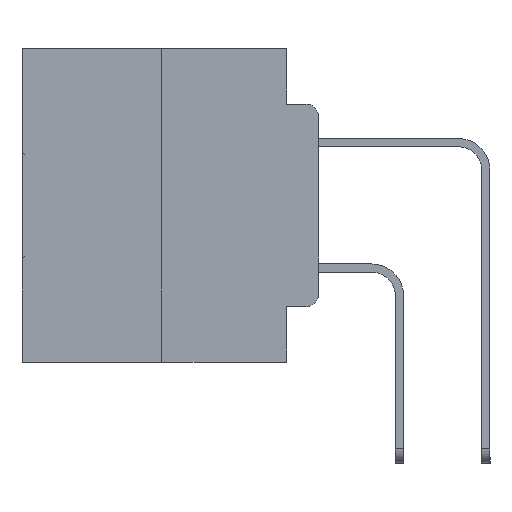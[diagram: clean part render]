
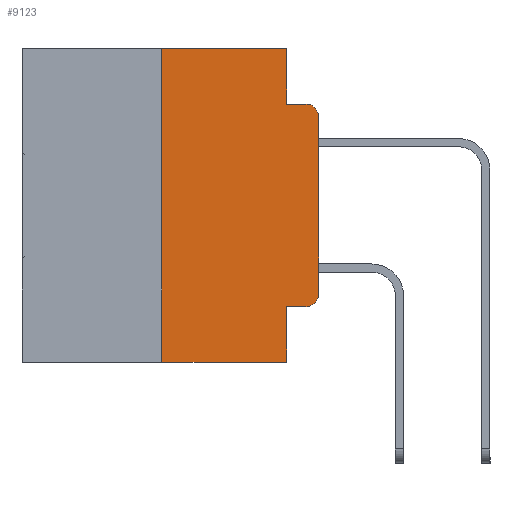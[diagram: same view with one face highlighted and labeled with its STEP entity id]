
A CAD part, left-side view. The second image highlights one B-rep face of the part: STEP entity #9123.
In plain terms, the highlighted planar face has unit normal (-1, 0, 0).
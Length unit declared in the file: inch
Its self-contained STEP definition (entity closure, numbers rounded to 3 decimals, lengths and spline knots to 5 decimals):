
#284 = DIRECTION ( 'NONE',  ( -1., 0., 0. ) ) ;
#657 = VECTOR ( 'NONE', #1331, 39.37008 ) ;
#930 = CARTESIAN_POINT ( 'NONE',  ( 0., 0.02, -0.1085 ) ) ;
#1019 = LINE ( 'NONE', #13474, #1802 ) ;
#1331 = DIRECTION ( 'NONE',  ( 0., 0., 1. ) ) ;
#1367 = LINE ( 'NONE', #29077, #13692 ) ;
#1586 = CARTESIAN_POINT ( 'NONE',  ( 0., 0., -0.3915 ) ) ;
#1641 = CARTESIAN_POINT ( 'NONE',  ( 0., 0.25, -0.5 ) ) ;
#1802 = VECTOR ( 'NONE', #30317, 39.37008 ) ;
#1972 = ORIENTED_EDGE ( 'NONE', *, *, #21950, .F. ) ;
#2312 = EDGE_CURVE ( 'NONE', #14537, #19371, #20977, .T. ) ;
#2942 = DIRECTION ( 'NONE',  ( 1., 0., 0. ) ) ;
#3035 = CARTESIAN_POINT ( 'NONE',  ( 0., 0.051, -0.4115 ) ) ;
#3136 = AXIS2_PLACEMENT_3D ( 'NONE', #17598, #2942, #20046 ) ;
#3452 = DIRECTION ( 'NONE',  ( 0., 0., -1. ) ) ;
#3998 = AXIS2_PLACEMENT_3D ( 'NONE', #15028, #284, #17472 ) ;
#4315 = LINE ( 'NONE', #28489, #23753 ) ;
#4806 = CARTESIAN_POINT ( 'NONE',  ( 0., 0., -0.1085 ) ) ;
#4978 = EDGE_CURVE ( 'NONE', #26916, #31033, #29413, .T. ) ;
#5470 = ORIENTED_EDGE ( 'NONE', *, *, #5625, .F. ) ;
#5625 = EDGE_CURVE ( 'NONE', #22004, #19277, #22601, .T. ) ;
#6485 = LINE ( 'NONE', #14692, #12237 ) ;
#6883 = VERTEX_POINT ( 'NONE', #1641 ) ;
#9123 = ADVANCED_FACE ( 'NONE', ( #15983 ), #27192, .F. ) ;
#9478 = CARTESIAN_POINT ( 'NONE',  ( 0., 0.02, -0.0885 ) ) ;
#9756 = VECTOR ( 'NONE', #30599, 39.37008 ) ;
#9856 = DIRECTION ( 'NONE',  ( 0., -1., 0. ) ) ;
#9884 = DIRECTION ( 'NONE',  ( 0., -1., 0. ) ) ;
#10592 = EDGE_CURVE ( 'NONE', #19371, #19277, #23037, .T. ) ;
#12237 = VECTOR ( 'NONE', #9856, 39.37008 ) ;
#12883 = LINE ( 'NONE', #27094, #18565 ) ;
#13474 = CARTESIAN_POINT ( 'NONE',  ( 0., 0.25, 0. ) ) ;
#13521 = ORIENTED_EDGE ( 'NONE', *, *, #13832, .F. ) ;
#13692 = VECTOR ( 'NONE', #9884, 39.37008 ) ;
#13832 = EDGE_CURVE ( 'NONE', #6883, #26916, #1019, .T. ) ;
#13908 = CARTESIAN_POINT ( 'NONE',  ( 0., 0.25, 0. ) ) ;
#14537 = VERTEX_POINT ( 'NONE', #1586 ) ;
#14692 = CARTESIAN_POINT ( 'NONE',  ( 0., 0.473, -0.5 ) ) ;
#15028 = CARTESIAN_POINT ( 'NONE',  ( 0., 0.02, -0.3915 ) ) ;
#15450 = EDGE_CURVE ( 'NONE', #31033, #22004, #12883, .T. ) ;
#15786 = ORIENTED_EDGE ( 'NONE', *, *, #18720, .T. ) ;
#15983 = FACE_OUTER_BOUND ( 'NONE', #27213, .T. ) ;
#16314 = CARTESIAN_POINT ( 'NONE',  ( 0., 0.051, -0.5 ) ) ;
#17472 = DIRECTION ( 'NONE',  ( 0., 0., -1. ) ) ;
#17598 = CARTESIAN_POINT ( 'NONE',  ( 0., 0.473, 0. ) ) ;
#18093 = DIRECTION ( 'NONE',  ( -1., 0., 0. ) ) ;
#18565 = VECTOR ( 'NONE', #19955, 39.37008 ) ;
#18707 = CARTESIAN_POINT ( 'NONE',  ( 0., 0., 0. ) ) ;
#18720 = EDGE_CURVE ( 'NONE', #25473, #28345, #1367, .T. ) ;
#18957 = CARTESIAN_POINT ( 'NONE',  ( 0., 0.051, 0. ) ) ;
#19277 = VERTEX_POINT ( 'NONE', #9478 ) ;
#19371 = VERTEX_POINT ( 'NONE', #4806 ) ;
#19955 = DIRECTION ( 'NONE',  ( 0., 0., -1. ) ) ;
#19977 = ORIENTED_EDGE ( 'NONE', *, *, #25959, .T. ) ;
#20046 = DIRECTION ( 'NONE',  ( 0., 0., -1. ) ) ;
#20977 = LINE ( 'NONE', #18707, #657 ) ;
#21095 = ORIENTED_EDGE ( 'NONE', *, *, #2312, .T. ) ;
#21950 = EDGE_CURVE ( 'NONE', #25473, #27917, #4315, .T. ) ;
#22004 = VERTEX_POINT ( 'NONE', #26279 ) ;
#22601 = LINE ( 'NONE', #28224, #9756 ) ;
#22733 = CARTESIAN_POINT ( 'NONE',  ( 0., 0.02, -0.4115 ) ) ;
#23037 = CIRCLE ( 'NONE', #28425, 0.02 ) ;
#23753 = VECTOR ( 'NONE', #30773, 39.37008 ) ;
#25358 = CIRCLE ( 'NONE', #3998, 0.02 ) ;
#25473 = VERTEX_POINT ( 'NONE', #3035 ) ;
#25620 = ORIENTED_EDGE ( 'NONE', *, *, #4978, .F. ) ;
#25839 = CARTESIAN_POINT ( 'NONE',  ( 0., 0.473, 0. ) ) ;
#25959 = EDGE_CURVE ( 'NONE', #6883, #27917, #6485, .T. ) ;
#26279 = CARTESIAN_POINT ( 'NONE',  ( 0., 0.051, -0.0885 ) ) ;
#26916 = VERTEX_POINT ( 'NONE', #13908 ) ;
#27094 = CARTESIAN_POINT ( 'NONE',  ( 0., 0.051, 0. ) ) ;
#27192 = PLANE ( 'NONE',  #3136 ) ;
#27213 = EDGE_LOOP ( 'NONE', ( #21095, #28997, #5470, #30476, #25620, #13521, #19977, #1972, #15786, #28625 ) ) ;
#27917 = VERTEX_POINT ( 'NONE', #16314 ) ;
#27919 = VECTOR ( 'NONE', #28262, 39.37008 ) ;
#28224 = CARTESIAN_POINT ( 'NONE',  ( 0., 0.051, -0.0885 ) ) ;
#28262 = DIRECTION ( 'NONE',  ( 0., -1., 0. ) ) ;
#28345 = VERTEX_POINT ( 'NONE', #22733 ) ;
#28425 = AXIS2_PLACEMENT_3D ( 'NONE', #930, #18093, #3452 ) ;
#28489 = CARTESIAN_POINT ( 'NONE',  ( 0., 0.051, 0. ) ) ;
#28625 = ORIENTED_EDGE ( 'NONE', *, *, #29986, .T. ) ;
#28997 = ORIENTED_EDGE ( 'NONE', *, *, #10592, .T. ) ;
#29077 = CARTESIAN_POINT ( 'NONE',  ( 0., 0.051, -0.4115 ) ) ;
#29413 = LINE ( 'NONE', #25839, #27919 ) ;
#29986 = EDGE_CURVE ( 'NONE', #28345, #14537, #25358, .T. ) ;
#30317 = DIRECTION ( 'NONE',  ( 0., 0., 1. ) ) ;
#30476 = ORIENTED_EDGE ( 'NONE', *, *, #15450, .F. ) ;
#30599 = DIRECTION ( 'NONE',  ( 0., -1., 0. ) ) ;
#30773 = DIRECTION ( 'NONE',  ( 0., 0., -1. ) ) ;
#31033 = VERTEX_POINT ( 'NONE', #18957 ) ;
